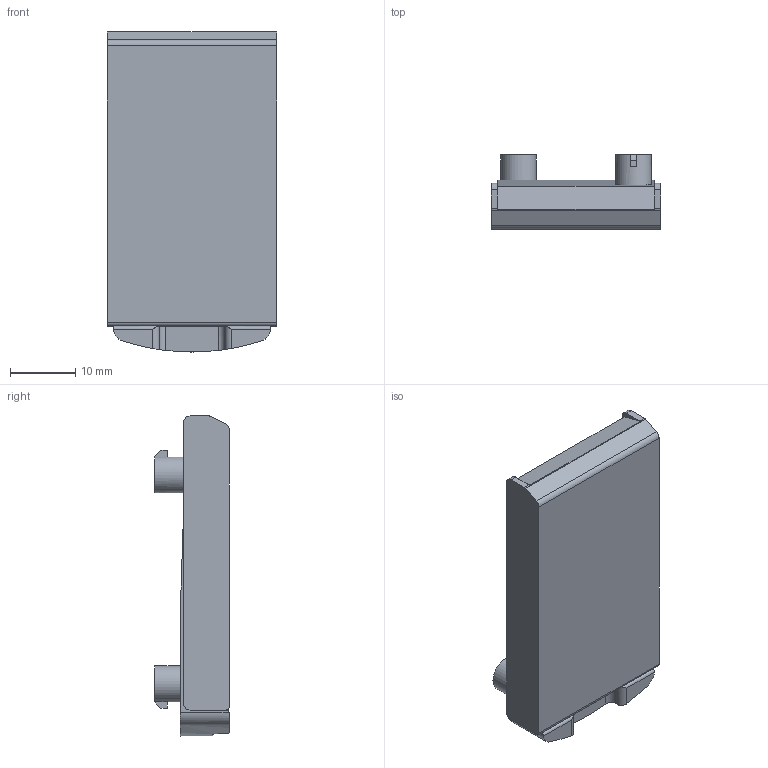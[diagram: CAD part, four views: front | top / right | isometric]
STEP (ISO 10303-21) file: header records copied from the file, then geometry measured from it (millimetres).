
FILE_DESCRIPTION(/* description */ ('STEP AP214'),/* implementation_level */ '2;1');
FILE_NAME(/* name */ '8047501_ASCF-H-P11',/* time_stamp */ '2024-08-05T14:39:30+02:00',/* author */ ('License CC BY-ND 4.0'),/* organization */ ('CADENAS'),/* preprocessor_version */ 'ST-DEVELOPER v19.3',/* originating_system */ 'PARTsolutions',/* authorisation */ ' ');
FILE_SCHEMA (('AUTOMOTIVE_DESIGN {1 0 10303 214 3 1 1}'));
Length unit declared in the file: millimetre
Products named in the file (1): 8047501 ASCF-H-P11
Bounding box: 26 x 11.4 x 48.98 mm (x, y, z)
Volume: 8782.6 mm3; surface area: 3895.1 mm2
Topology: 1 solids, 1 shells, 60 faces, 158 edges, 104 vertices
Faces by surface type: plane 40, cylinder 20
Full cylindrical faces by diameter (mm): 4.52 x2, 5.5 x2
Entity records: 1858 total; most frequent: CARTESIAN_POINT 345, DIRECTION 308, ORIENTED_EDGE 304, EDGE_CURVE 152, AXIS2_PLACEMENT_3D 103, LINE 102, VECTOR 102, VERTEX_POINT 102
